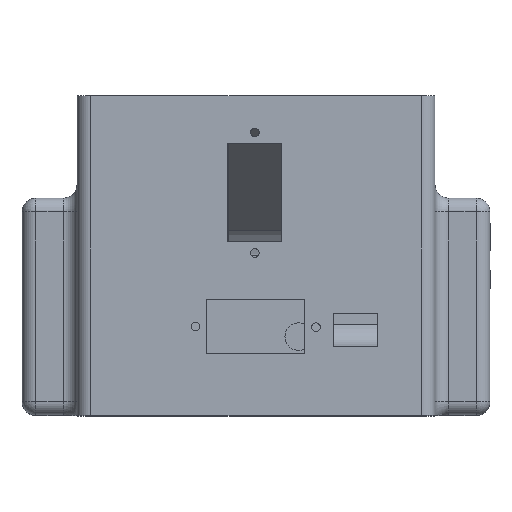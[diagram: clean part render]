
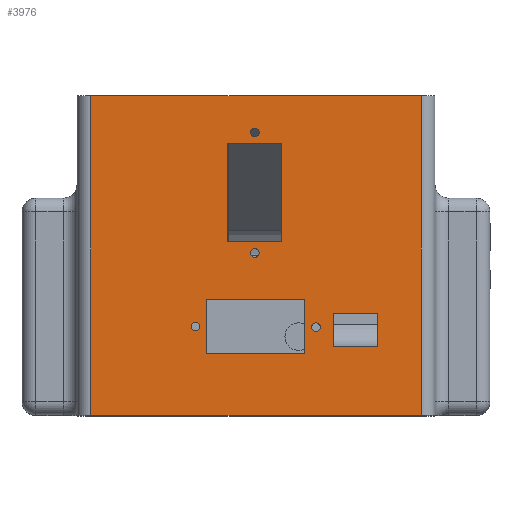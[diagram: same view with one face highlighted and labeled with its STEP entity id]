
A CAD part, top view. The second image highlights one B-rep face of the part: STEP entity #3976.
In plain terms, the highlighted face is planar.
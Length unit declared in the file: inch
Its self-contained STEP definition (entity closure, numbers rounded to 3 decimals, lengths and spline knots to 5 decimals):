
#176=FACE_BOUND('',#737,.T.);
#177=FACE_BOUND('',#738,.T.);
#178=FACE_BOUND('',#739,.T.);
#179=FACE_BOUND('',#740,.T.);
#180=FACE_BOUND('',#741,.T.);
#181=FACE_BOUND('',#742,.T.);
#182=FACE_BOUND('',#743,.T.);
#265=PLANE('',#4440);
#483=FACE_OUTER_BOUND('',#736,.T.);
#736=EDGE_LOOP('',(#3413,#3414,#3415,#3416));
#737=EDGE_LOOP('',(#3417));
#738=EDGE_LOOP('',(#3418));
#739=EDGE_LOOP('',(#3419));
#740=EDGE_LOOP('',(#3420));
#741=EDGE_LOOP('',(#3421,#3422,#3423,#3424));
#742=EDGE_LOOP('',(#3425,#3426,#3427,#3428));
#743=EDGE_LOOP('',(#3429,#3430,#3431,#3432));
#925=CIRCLE('',#4408,0.03937);
#926=CIRCLE('',#4410,0.03937);
#927=CIRCLE('',#4412,0.03937);
#928=CIRCLE('',#4414,0.03937);
#1101=LINE('',#6297,#1513);
#1149=LINE('',#6408,#1561);
#1153=LINE('',#6416,#1565);
#1156=LINE('',#6422,#1568);
#1159=LINE('',#6427,#1571);
#1169=LINE('',#6447,#1581);
#1171=LINE('',#6451,#1583);
#1173=LINE('',#6455,#1585);
#1175=LINE('',#6458,#1587);
#1190=LINE('',#6490,#1602);
#1192=LINE('',#6494,#1604);
#1194=LINE('',#6498,#1606);
#1196=LINE('',#6501,#1608);
#1198=LINE('',#6507,#1610);
#1199=LINE('',#6509,#1611);
#1200=LINE('',#6510,#1612);
#1513=VECTOR('',#5147,0.3937);
#1561=VECTOR('',#5235,0.3937);
#1565=VECTOR('',#5241,0.3937);
#1568=VECTOR('',#5246,0.3937);
#1571=VECTOR('',#5251,0.3937);
#1581=VECTOR('',#5269,0.3937);
#1583=VECTOR('',#5273,0.3937);
#1585=VECTOR('',#5277,0.3937);
#1587=VECTOR('',#5281,0.3937);
#1602=VECTOR('',#5314,0.3937);
#1604=VECTOR('',#5318,0.3937);
#1606=VECTOR('',#5322,0.3937);
#1608=VECTOR('',#5326,0.3937);
#1610=VECTOR('',#5334,0.3937);
#1611=VECTOR('',#5335,0.3937);
#1612=VECTOR('',#5336,0.3937);
#1946=VERTEX_POINT('',#6294);
#1947=VERTEX_POINT('',#6296);
#1985=VERTEX_POINT('',#6390);
#1986=VERTEX_POINT('',#6394);
#1987=VERTEX_POINT('',#6398);
#1988=VERTEX_POINT('',#6402);
#1989=VERTEX_POINT('',#6406);
#1990=VERTEX_POINT('',#6407);
#1993=VERTEX_POINT('',#6415);
#1995=VERTEX_POINT('',#6421);
#2001=VERTEX_POINT('',#6444);
#2002=VERTEX_POINT('',#6446);
#2003=VERTEX_POINT('',#6450);
#2004=VERTEX_POINT('',#6454);
#2011=VERTEX_POINT('',#6487);
#2012=VERTEX_POINT('',#6489);
#2013=VERTEX_POINT('',#6493);
#2014=VERTEX_POINT('',#6497);
#2015=VERTEX_POINT('',#6506);
#2016=VERTEX_POINT('',#6508);
#2403=EDGE_CURVE('',#1947,#1946,#1101,.T.);
#2452=EDGE_CURVE('',#1985,#1985,#925,.T.);
#2454=EDGE_CURVE('',#1986,#1986,#926,.T.);
#2456=EDGE_CURVE('',#1987,#1987,#927,.T.);
#2458=EDGE_CURVE('',#1988,#1988,#928,.T.);
#2459=EDGE_CURVE('',#1989,#1990,#1149,.T.);
#2463=EDGE_CURVE('',#1993,#1989,#1153,.T.);
#2466=EDGE_CURVE('',#1995,#1993,#1156,.T.);
#2469=EDGE_CURVE('',#1990,#1995,#1159,.T.);
#2479=EDGE_CURVE('',#2002,#2001,#1169,.T.);
#2481=EDGE_CURVE('',#2003,#2002,#1171,.T.);
#2483=EDGE_CURVE('',#2004,#2003,#1173,.T.);
#2485=EDGE_CURVE('',#2001,#2004,#1175,.T.);
#2500=EDGE_CURVE('',#2012,#2011,#1190,.T.);
#2502=EDGE_CURVE('',#2013,#2012,#1192,.T.);
#2504=EDGE_CURVE('',#2014,#2013,#1194,.T.);
#2506=EDGE_CURVE('',#2011,#2014,#1196,.T.);
#2508=EDGE_CURVE('',#1946,#2015,#1198,.T.);
#2509=EDGE_CURVE('',#2016,#2015,#1199,.T.);
#2510=EDGE_CURVE('',#1947,#2016,#1200,.T.);
#3413=ORIENTED_EDGE('',*,*,#2403,.T.);
#3414=ORIENTED_EDGE('',*,*,#2508,.T.);
#3415=ORIENTED_EDGE('',*,*,#2509,.F.);
#3416=ORIENTED_EDGE('',*,*,#2510,.F.);
#3417=ORIENTED_EDGE('',*,*,#2452,.T.);
#3418=ORIENTED_EDGE('',*,*,#2454,.T.);
#3419=ORIENTED_EDGE('',*,*,#2456,.T.);
#3420=ORIENTED_EDGE('',*,*,#2458,.T.);
#3421=ORIENTED_EDGE('',*,*,#2459,.T.);
#3422=ORIENTED_EDGE('',*,*,#2469,.T.);
#3423=ORIENTED_EDGE('',*,*,#2466,.T.);
#3424=ORIENTED_EDGE('',*,*,#2463,.T.);
#3425=ORIENTED_EDGE('',*,*,#2483,.T.);
#3426=ORIENTED_EDGE('',*,*,#2481,.T.);
#3427=ORIENTED_EDGE('',*,*,#2479,.T.);
#3428=ORIENTED_EDGE('',*,*,#2485,.T.);
#3429=ORIENTED_EDGE('',*,*,#2504,.T.);
#3430=ORIENTED_EDGE('',*,*,#2502,.T.);
#3431=ORIENTED_EDGE('',*,*,#2500,.T.);
#3432=ORIENTED_EDGE('',*,*,#2506,.T.);
#3976=ADVANCED_FACE('',(#483,#176,#177,#178,#179,#180,#181,#182),#265,.T.);
#4408=AXIS2_PLACEMENT_3D('',#6392,#5216,#5217);
#4410=AXIS2_PLACEMENT_3D('',#6396,#5221,#5222);
#4412=AXIS2_PLACEMENT_3D('',#6400,#5226,#5227);
#4414=AXIS2_PLACEMENT_3D('',#6404,#5231,#5232);
#4440=AXIS2_PLACEMENT_3D('',#6505,#5332,#5333);
#5147=DIRECTION('',(0.,-1.,0.));
#5216=DIRECTION('center_axis',(1.,0.,0.));
#5217=DIRECTION('ref_axis',(0.,0.,1.));
#5221=DIRECTION('center_axis',(1.,0.,0.));
#5222=DIRECTION('ref_axis',(0.,0.,1.));
#5226=DIRECTION('center_axis',(1.,0.,0.));
#5227=DIRECTION('ref_axis',(0.,0.,1.));
#5231=DIRECTION('center_axis',(1.,0.,0.));
#5232=DIRECTION('ref_axis',(0.,0.,1.));
#5235=DIRECTION('',(0.,-1.,0.));
#5241=DIRECTION('',(0.,0.,1.));
#5246=DIRECTION('',(0.,1.,0.));
#5251=DIRECTION('',(0.,0.,-1.));
#5269=DIRECTION('',(0.,1.,0.));
#5273=DIRECTION('',(0.,0.,-1.));
#5277=DIRECTION('',(0.,-1.,0.));
#5281=DIRECTION('',(0.,0.,1.));
#5314=DIRECTION('',(0.,0.,-1.));
#5318=DIRECTION('',(0.,-1.,0.));
#5322=DIRECTION('',(0.,0.,1.));
#5326=DIRECTION('',(0.,1.,0.));
#5332=DIRECTION('center_axis',(-1.,0.,0.));
#5333=DIRECTION('ref_axis',(0.,-1.,0.));
#5334=DIRECTION('',(0.,0.,1.));
#5335=DIRECTION('',(0.,-1.,0.));
#5336=DIRECTION('',(0.,0.,1.));
#6294=CARTESIAN_POINT('',(-2.5,-1.45,0.));
#6296=CARTESIAN_POINT('',(-2.5,1.45,0.));
#6297=CARTESIAN_POINT('',(-2.5,1.45,0.));
#6390=CARTESIAN_POINT('',(-2.5,1.11741,1.4496));
#6392=CARTESIAN_POINT('Origin',(-2.5,1.11741,1.48897));
#6394=CARTESIAN_POINT('',(-2.5,0.0228,1.4496));
#6396=CARTESIAN_POINT('Origin',(-2.5,0.0228,1.48897));
#6398=CARTESIAN_POINT('',(-2.5,-0.65081,2.00543));
#6400=CARTESIAN_POINT('Origin',(-2.5,-0.65081,2.0448));
#6402=CARTESIAN_POINT('',(-2.5,-0.64433,0.91086));
#6404=CARTESIAN_POINT('Origin',(-2.5,-0.64433,0.95023));
#6406=CARTESIAN_POINT('',(-2.5,1.0192,1.7328));
#6407=CARTESIAN_POINT('',(-2.5,0.1236,1.7328));
#6408=CARTESIAN_POINT('',(-2.5,1.2346,1.7328));
#6415=CARTESIAN_POINT('',(-2.5,1.0192,1.24361));
#6416=CARTESIAN_POINT('',(-2.5,1.0192,0.6218));
#6421=CARTESIAN_POINT('',(-2.5,0.1236,1.24361));
#6422=CARTESIAN_POINT('',(-2.5,0.7868,1.24361));
#6427=CARTESIAN_POINT('',(-2.5,0.1236,0.8664));
#6444=CARTESIAN_POINT('',(-2.5,-0.39972,1.05062));
#6446=CARTESIAN_POINT('',(-2.5,-0.89398,1.05062));
#6447=CARTESIAN_POINT('',(-2.5,0.27801,1.05062));
#6450=CARTESIAN_POINT('',(-2.5,-0.89398,1.94399));
#6451=CARTESIAN_POINT('',(-2.5,-0.89398,0.97199));
#6454=CARTESIAN_POINT('',(-2.5,-0.39972,1.94399));
#6455=CARTESIAN_POINT('',(-2.5,0.52514,1.94399));
#6458=CARTESIAN_POINT('',(-2.5,-0.39972,0.52531));
#6487=CARTESIAN_POINT('',(-2.5,-0.82441,2.2013));
#6489=CARTESIAN_POINT('',(-2.5,-0.82441,2.60104));
#6490=CARTESIAN_POINT('',(-2.5,-0.82441,1.30052));
#6493=CARTESIAN_POINT('',(-2.5,-0.52441,2.60104));
#6494=CARTESIAN_POINT('',(-2.5,0.4628,2.60104));
#6497=CARTESIAN_POINT('',(-2.5,-0.52441,2.2013));
#6498=CARTESIAN_POINT('',(-2.5,-0.52441,1.10065));
#6501=CARTESIAN_POINT('',(-2.5,0.3128,2.2013));
#6505=CARTESIAN_POINT('Origin',(-2.5,1.45,0.));
#6506=CARTESIAN_POINT('',(-2.5,-1.45,3.));
#6507=CARTESIAN_POINT('',(-2.5,-1.45,0.));
#6508=CARTESIAN_POINT('',(-2.5,1.45,3.));
#6509=CARTESIAN_POINT('',(-2.5,1.45,3.));
#6510=CARTESIAN_POINT('',(-2.5,1.45,0.));
